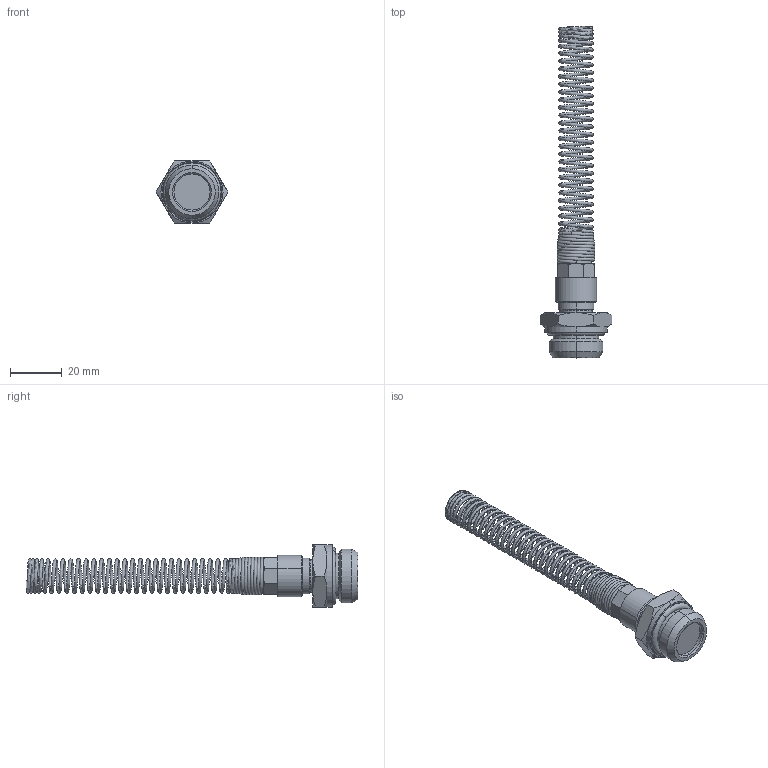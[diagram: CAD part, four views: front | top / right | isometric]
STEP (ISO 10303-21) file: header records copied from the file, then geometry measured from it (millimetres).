
FILE_DESCRIPTION (( 'STEP AP214' ), '1' );
FILE_NAME ('0102800012.step', '2012-09-28T13:20:47', ( '' ), ( '' ), 'SwSTEP 2.0', 'SolidWorks 2012', '' );
FILE_SCHEMA (( 'AUTOMOTIVE_DESIGN' ));
Length unit declared in the file: millimetre
Products named in the file (1): 0102800012
Bounding box: 27.71 x 128.5 x 24 mm (x, y, z)
Volume: 12910.2 mm3; surface area: 11897.2 mm2
Topology: 4 solids, 4 shells, 121 faces, 260 edges, 153 vertices
Faces by surface type: cone 44, cylinder 33, plane 28, torus 10, bspline 6
Entity records: 24194 total; most frequent: CARTESIAN_POINT 20287, DIRECTION 522, ORIENTED_EDGE 520, EDGE_CURVE 260, AXIS2_PLACEMENT_3D 222, VERTEX_POINT 153, EDGE_LOOP 131, UNCERTAINTY_MEASURE_WITH_UNIT 127
